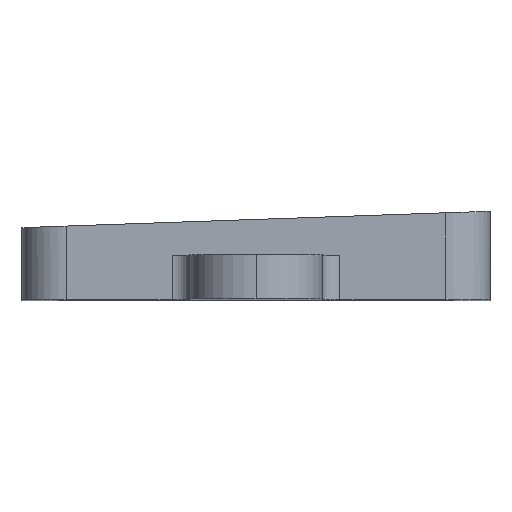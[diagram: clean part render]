
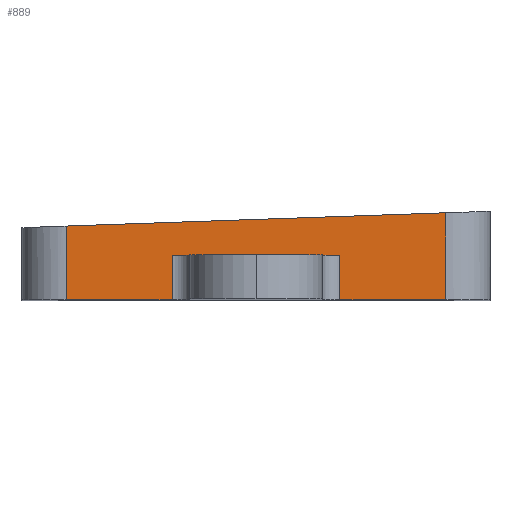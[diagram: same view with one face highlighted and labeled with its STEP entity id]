
A CAD part, top view. The second image highlights one B-rep face of the part: STEP entity #889.
In plain terms, the highlighted planar face has unit normal (0, 0, 1).
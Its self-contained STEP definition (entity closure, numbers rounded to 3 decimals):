
#114=FACE_OUTER_BOUND('',#175,.T.);
#175=EDGE_LOOP('',(#752,#753,#754,#755,#756,#757,#758,#759));
#211=LINE('',#1310,#299);
#217=LINE('',#1334,#305);
#221=LINE('',#1350,#309);
#242=LINE('',#1415,#330);
#258=LINE('',#1468,#346);
#260=LINE('',#1471,#348);
#261=LINE('',#1472,#349);
#262=LINE('',#1473,#350);
#299=VECTOR('',#1045,10.);
#305=VECTOR('',#1069,10.);
#309=VECTOR('',#1081,10.);
#330=VECTOR('',#1136,10.);
#346=VECTOR('',#1198,10.);
#348=VECTOR('',#1202,10.);
#349=VECTOR('',#1203,10.);
#350=VECTOR('',#1204,10.);
#386=VERTEX_POINT('',#1307);
#387=VERTEX_POINT('',#1309);
#395=VERTEX_POINT('',#1331);
#396=VERTEX_POINT('',#1333);
#403=VERTEX_POINT('',#1347);
#404=VERTEX_POINT('',#1349);
#430=VERTEX_POINT('',#1413);
#431=VERTEX_POINT('',#1414);
#475=EDGE_CURVE('',#387,#386,#211,.T.);
#487=EDGE_CURVE('',#395,#396,#217,.T.);
#495=EDGE_CURVE('',#403,#404,#221,.T.);
#527=EDGE_CURVE('',#430,#431,#242,.F.);
#554=EDGE_CURVE('',#387,#395,#258,.T.);
#556=EDGE_CURVE('',#404,#386,#260,.T.);
#557=EDGE_CURVE('',#431,#403,#261,.T.);
#558=EDGE_CURVE('',#396,#430,#262,.T.);
#752=ORIENTED_EDGE('',*,*,#554,.F.);
#753=ORIENTED_EDGE('',*,*,#475,.T.);
#754=ORIENTED_EDGE('',*,*,#556,.F.);
#755=ORIENTED_EDGE('',*,*,#495,.F.);
#756=ORIENTED_EDGE('',*,*,#557,.F.);
#757=ORIENTED_EDGE('',*,*,#527,.F.);
#758=ORIENTED_EDGE('',*,*,#558,.F.);
#759=ORIENTED_EDGE('',*,*,#487,.F.);
#850=PLANE('',#986);
#889=ADVANCED_FACE('',(#114),#850,.F.);
#986=AXIS2_PLACEMENT_3D('',#1470,#1200,#1201);
#1045=DIRECTION('',(1.,0.,0.));
#1069=DIRECTION('',(-1.,0.,0.));
#1081=DIRECTION('',(-1.,0.,0.));
#1136=DIRECTION('',(-0.999,-0.035,0.));
#1198=DIRECTION('',(0.,-1.,0.));
#1200=DIRECTION('center_axis',(0.,0.,-1.));
#1201=DIRECTION('ref_axis',(0.,-1.,0.));
#1202=DIRECTION('',(0.,1.,0.));
#1203=DIRECTION('',(0.,-1.,0.));
#1204=DIRECTION('',(0.,1.,0.));
#1307=CARTESIAN_POINT('',(9.5,5.,36.5));
#1309=CARTESIAN_POINT('',(-9.5,5.,36.5));
#1310=CARTESIAN_POINT('',(-7.5,5.,36.5));
#1331=CARTESIAN_POINT('',(-9.5,0.,36.5));
#1333=CARTESIAN_POINT('',(-21.5,0.,36.5));
#1334=CARTESIAN_POINT('',(-5.,0.,36.5));
#1347=CARTESIAN_POINT('',(21.5,0.,36.5));
#1349=CARTESIAN_POINT('',(9.5,0.,36.5));
#1350=CARTESIAN_POINT('',(10.75,0.,36.5));
#1413=CARTESIAN_POINT('',(-21.5,8.324,36.5));
#1414=CARTESIAN_POINT('',(21.5,9.825,36.5));
#1415=CARTESIAN_POINT('',(10.761,9.45,36.5));
#1468=CARTESIAN_POINT('',(-9.5,10.,36.5));
#1470=CARTESIAN_POINT('Origin',(21.5,10.,36.5));
#1471=CARTESIAN_POINT('',(9.5,10.,36.5));
#1472=CARTESIAN_POINT('',(21.5,0.,36.5));
#1473=CARTESIAN_POINT('',(-21.5,0.,36.5));
